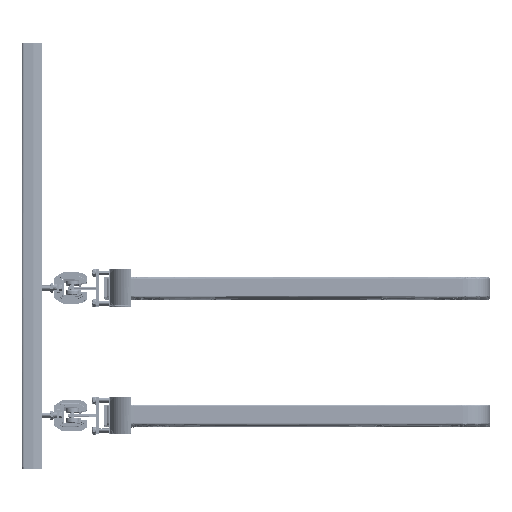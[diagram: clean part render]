
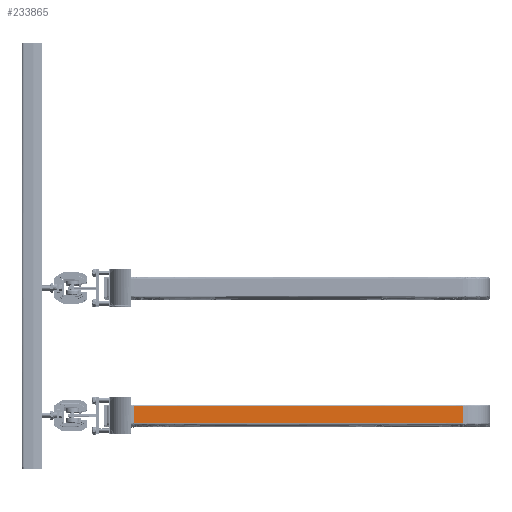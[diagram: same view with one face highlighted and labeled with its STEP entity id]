
A CAD part, top view. The second image highlights one B-rep face of the part: STEP entity #233865.
In plain terms, the highlighted free-form (B-spline) face has degree [1, 1] with [2, 2] control points.
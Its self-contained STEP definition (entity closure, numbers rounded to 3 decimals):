
#233824 = VERTEX_POINT('',#233825);
#233825 = CARTESIAN_POINT('',(247.824,3.339,
    3447.106));
#233841 = VERTEX_POINT('',#233842);
#233842 = CARTESIAN_POINT('',(1393.43,3.407,
    3413.83));
#233850 = EDGE_CURVE('',#233824,#233841,#233851,.T.);
#233851 = B_SPLINE_CURVE_WITH_KNOTS('',1,(#233852,#233853),
  .UNSPECIFIED.,.F.,.F.,(2,2),(0.,774.503),
  .PIECEWISE_BEZIER_KNOTS.);
#233852 = CARTESIAN_POINT('',(247.824,3.339,
    3447.106));
#233853 = CARTESIAN_POINT('',(1393.43,3.407,
    3413.83));
#233865 = ADVANCED_FACE('',(#233866),#233888,.F.);
#233866 = FACE_BOUND('',#233867,.T.);
#233867 = EDGE_LOOP('',(#233868,#233875,#233876,#233883));
#233868 = ORIENTED_EDGE('',*,*,#233869,.F.);
#233869 = EDGE_CURVE('',#233824,#233870,#233872,.T.);
#233870 = VERTEX_POINT('',#233871);
#233871 = CARTESIAN_POINT('',(247.818,62.53,
    3447.018));
#233872 = B_SPLINE_CURVE_WITH_KNOTS('',1,(#233873,#233874),
  .UNSPECIFIED.,.F.,.F.,(2,2),(0.,40.),.PIECEWISE_BEZIER_KNOTS.);
#233873 = CARTESIAN_POINT('',(247.824,3.339,
    3447.106));
#233874 = CARTESIAN_POINT('',(247.818,62.53,
    3447.018));
#233875 = ORIENTED_EDGE('',*,*,#233850,.T.);
#233876 = ORIENTED_EDGE('',*,*,#233877,.T.);
#233877 = EDGE_CURVE('',#233841,#233878,#233880,.T.);
#233878 = VERTEX_POINT('',#233879);
#233879 = CARTESIAN_POINT('',(1393.424,62.598,
    3413.742));
#233880 = B_SPLINE_CURVE_WITH_KNOTS('',1,(#233881,#233882),
  .UNSPECIFIED.,.F.,.F.,(2,2),(0.,40.),.PIECEWISE_BEZIER_KNOTS.);
#233881 = CARTESIAN_POINT('',(1393.43,3.407,
    3413.83));
#233882 = CARTESIAN_POINT('',(1393.424,62.598,
    3413.742));
#233883 = ORIENTED_EDGE('',*,*,#233884,.F.);
#233884 = EDGE_CURVE('',#233870,#233878,#233885,.T.);
#233885 = B_SPLINE_CURVE_WITH_KNOTS('',1,(#233886,#233887),
  .UNSPECIFIED.,.F.,.F.,(2,2),(0.,774.503),
  .PIECEWISE_BEZIER_KNOTS.);
#233886 = CARTESIAN_POINT('',(247.818,62.53,
    3447.018));
#233887 = CARTESIAN_POINT('',(1393.424,62.598,
    3413.742));
#233888 = B_SPLINE_SURFACE_WITH_KNOTS('',1,1,(
    (#233889,#233890)
    ,(#233891,#233892
  )),.UNSPECIFIED.,.F.,.F.,.F.,(2,2),(2,2),(-40.,0.),(-774.622,
    -0.119),.PIECEWISE_BEZIER_KNOTS.);
#233889 = CARTESIAN_POINT('',(1393.424,62.598,
    3413.742));
#233890 = CARTESIAN_POINT('',(247.818,62.53,
    3447.018));
#233891 = CARTESIAN_POINT('',(1393.43,3.407,
    3413.83));
#233892 = CARTESIAN_POINT('',(247.824,3.339,
    3447.106));
